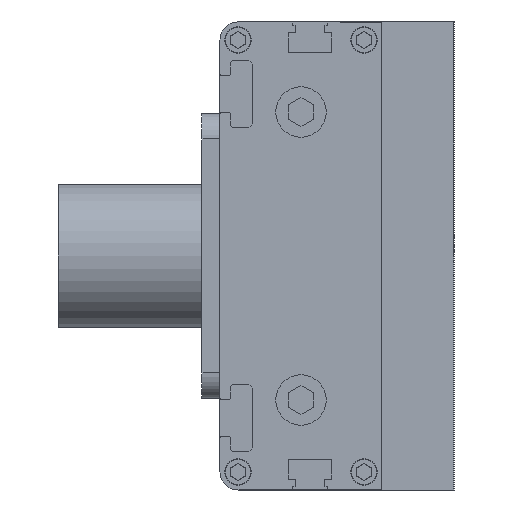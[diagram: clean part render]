
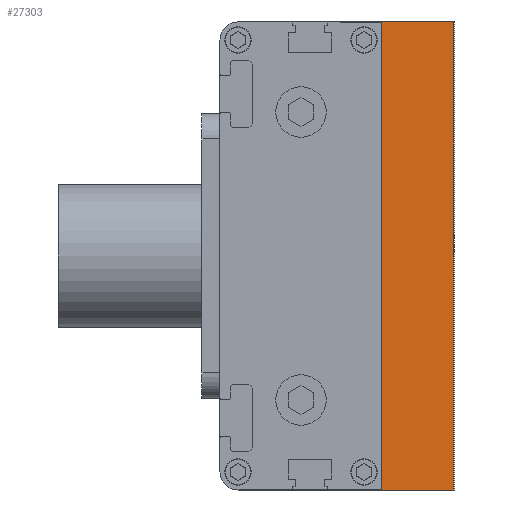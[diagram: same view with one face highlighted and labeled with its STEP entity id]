
A CAD part, left-side view. The second image highlights one B-rep face of the part: STEP entity #27303.
In plain terms, the highlighted planar face has unit normal (-1, 0, 0).
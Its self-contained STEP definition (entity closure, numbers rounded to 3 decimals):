
#893 = DIRECTION ( 'NONE',  ( 0., 1., 0. ) ) ;
#1780 = CARTESIAN_POINT ( 'NONE',  ( -734., 0., 65. ) ) ;
#2958 = ORIENTED_EDGE ( 'NONE', *, *, #24188, .F. ) ;
#3191 = CARTESIAN_POINT ( 'NONE',  ( -734., -20., 65. ) ) ;
#6511 = CARTESIAN_POINT ( 'NONE',  ( -734., -20., 65. ) ) ;
#9950 = CARTESIAN_POINT ( 'NONE',  ( -734., 0., -65. ) ) ;
#10881 = DIRECTION ( 'NONE',  ( 0., 1., 0. ) ) ;
#11773 = FACE_OUTER_BOUND ( 'NONE', #37577, .T. ) ;
#13956 = ORIENTED_EDGE ( 'NONE', *, *, #19008, .T. ) ;
#14931 = VECTOR ( 'NONE', #28915, 1000. ) ;
#16110 = ORIENTED_EDGE ( 'NONE', *, *, #24287, .T. ) ;
#17233 = VERTEX_POINT ( 'NONE', #1780 ) ;
#17305 = PLANE ( 'NONE',  #35641 ) ;
#17871 = VECTOR ( 'NONE', #37761, 1000. ) ;
#18620 = ORIENTED_EDGE ( 'NONE', *, *, #28871, .F. ) ;
#19008 = EDGE_CURVE ( 'NONE', #17233, #20244, #23184, .T. ) ;
#20139 = CARTESIAN_POINT ( 'NONE',  ( -734., 0., 65. ) ) ;
#20244 = VERTEX_POINT ( 'NONE', #9950 ) ;
#22696 = VECTOR ( 'NONE', #10881, 1000. ) ;
#23184 = LINE ( 'NONE', #20139, #14931 ) ;
#23513 = VERTEX_POINT ( 'NONE', #6511 ) ;
#24188 = EDGE_CURVE ( 'NONE', #23513, #27234, #26108, .T. ) ;
#24287 = EDGE_CURVE ( 'NONE', #23513, #17233, #29725, .T. ) ;
#25724 = CARTESIAN_POINT ( 'NONE',  ( -734., -20., 65. ) ) ;
#26108 = LINE ( 'NONE', #25724, #17871 ) ;
#27234 = VERTEX_POINT ( 'NONE', #27798 ) ;
#27303 = ADVANCED_FACE ( 'NONE', ( #11773 ), #17305, .F. ) ;
#27603 = VECTOR ( 'NONE', #893, 1000. ) ;
#27798 = CARTESIAN_POINT ( 'NONE',  ( -734., -20., -65. ) ) ;
#28871 = EDGE_CURVE ( 'NONE', #27234, #20244, #30378, .T. ) ;
#28915 = DIRECTION ( 'NONE',  ( 0., 0., -1. ) ) ;
#28952 = CARTESIAN_POINT ( 'NONE',  ( -734., -20., 65. ) ) ;
#29725 = LINE ( 'NONE', #3191, #27603 ) ;
#30378 = LINE ( 'NONE', #35476, #22696 ) ;
#32010 = DIRECTION ( 'NONE',  ( 1., 0., 0. ) ) ;
#35476 = CARTESIAN_POINT ( 'NONE',  ( -734., -20., -65. ) ) ;
#35641 = AXIS2_PLACEMENT_3D ( 'NONE', #28952, #32010, #37743 ) ;
#37577 = EDGE_LOOP ( 'NONE', ( #13956, #18620, #2958, #16110 ) ) ;
#37743 = DIRECTION ( 'NONE',  ( 0., 0., -1. ) ) ;
#37761 = DIRECTION ( 'NONE',  ( 0., 0., -1. ) ) ;
